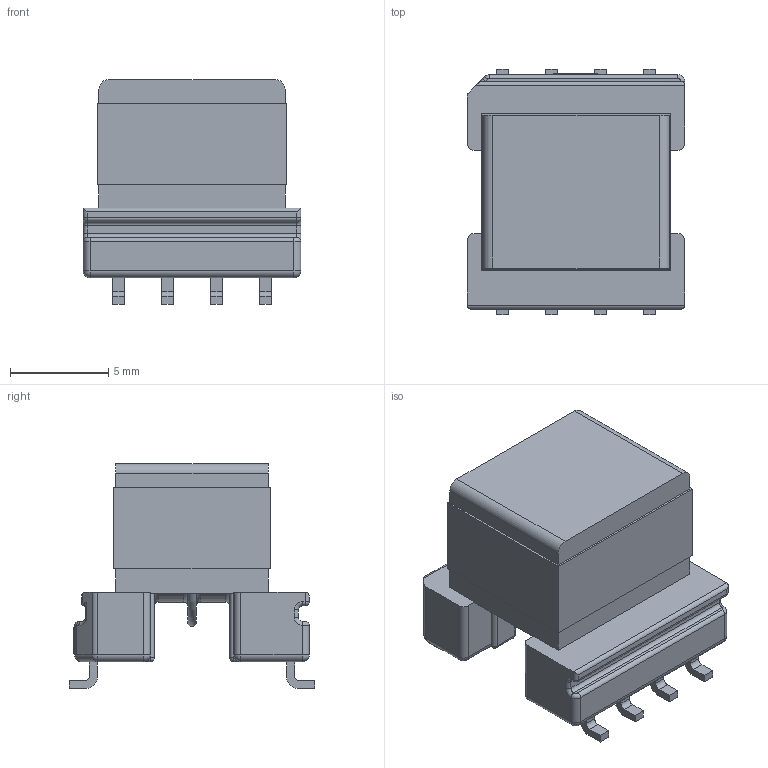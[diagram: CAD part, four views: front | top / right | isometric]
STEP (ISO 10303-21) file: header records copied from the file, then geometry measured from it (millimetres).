
FILE_DESCRIPTION(/* description */ ('Unknown'),/* implementation_level */ '2;1');
FILE_NAME(/* name */ 'T_Wurth_WE-PPTI-EP7HV',/* time_stamp */ '2025-10-24T11:06:49+08:00',/* author */ ('Unknown'),/* organization */ ('Unknown'),/* preprocessor_version */ 'ST-DEVELOPER v19.4',/* originating_system */ 'Solid Edge',/* authorisation */ 'Unknown');
FILE_SCHEMA (('AUTOMOTIVE_DESIGN {1 0 10303 214 3 1 1}'));
Length unit declared in the file: millimetre
Products named in the file (2): T_Wurth_WE-PPTI-EP7HV
Assembly tree (1 placements, depth 2):
  T_Wurth_WE-PPTI-EP7HV
    T_Wurth_WE-PPTI-EP7HV
Bounding box: 11.1 x 12.5 x 11.46 mm (x, y, z)
Volume: 715.3 mm3; surface area: 1114.6 mm2
Topology: 1 solids, 1 shells, 438 faces, 1109 edges, 648 vertices
Faces by surface type: plane 170, cylinder 146, bspline 60, torus 41, sphere 21
Entity records: 14293 total; most frequent: CARTESIAN_POINT 4347, ORIENTED_EDGE 2144, DIRECTION 1957, EDGE_CURVE 1072, AXIS2_PLACEMENT_3D 690, VERTEX_POINT 646, LINE 577, VECTOR 577
